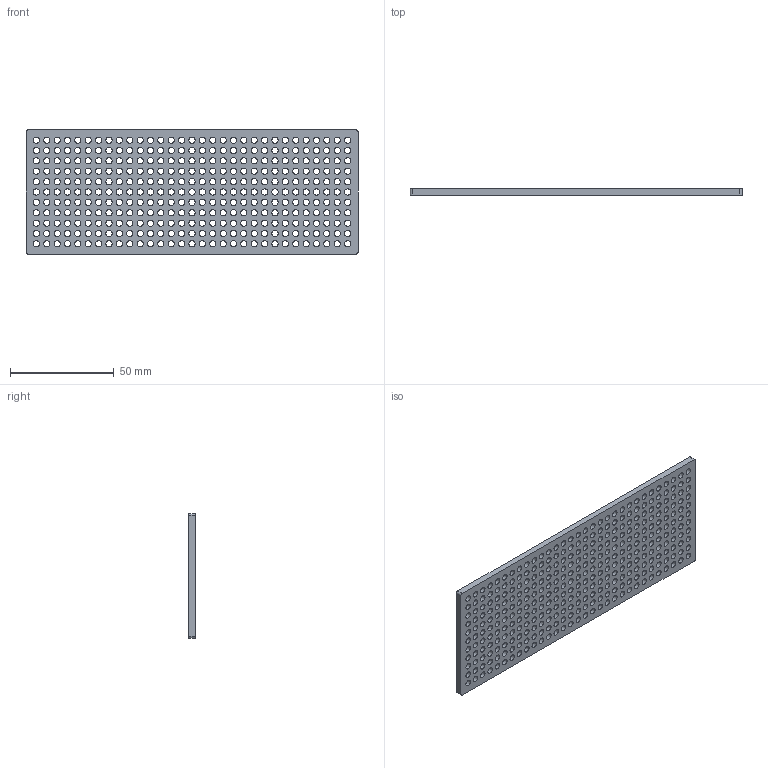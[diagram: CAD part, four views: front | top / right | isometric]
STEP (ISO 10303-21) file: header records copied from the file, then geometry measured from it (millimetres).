
FILE_DESCRIPTION(/* description */ ('','CAx-IF Rec.Pracs.---Representation and Presentation of Product Manufacturing Information (PMI)---3.8---2014-02-18'),/* implementation_level */ '2;1');
FILE_NAME(/* name */ 'base plate.stp',/* time_stamp */ '2017-07-28T20:57:31+02:00',/* author */ ('ndz'),/* organization */ (''),/* preprocessor_version */ 'ST-DEVELOPER v16.5',/* originating_system */ 'Autodesk Inventor 2017',/* authorisation */ '');
FILE_SCHEMA (('AP242_MANAGED_MODEL_BASED_3D_ENGINEERING_MIM_LF { 1 0 10303 442 1 1 4 }'));
Length unit declared in the file: millimetre
Products named in the file (1): base plate
Bounding box: 160 x 3 x 60 mm (x, y, z)
Volume: 21566.3 mm3; surface area: 25333.9 mm2
Topology: 1 solids, 1 shells, 351 faces, 1047 edges, 698 vertices
Faces by surface type: cylinder 345, plane 6
Full cylindrical faces by diameter (mm): 3 x341
Entity records: 11920 total; most frequent: DIRECTION 2100, CARTESIAN_POINT 1756, ORIENTED_EDGE 1412, EDGE_LOOP 1374, AXIS2_PLACEMENT_3D 1042, FACE_BOUND 1023, EDGE_CURVE 706, VERTEX_POINT 698
